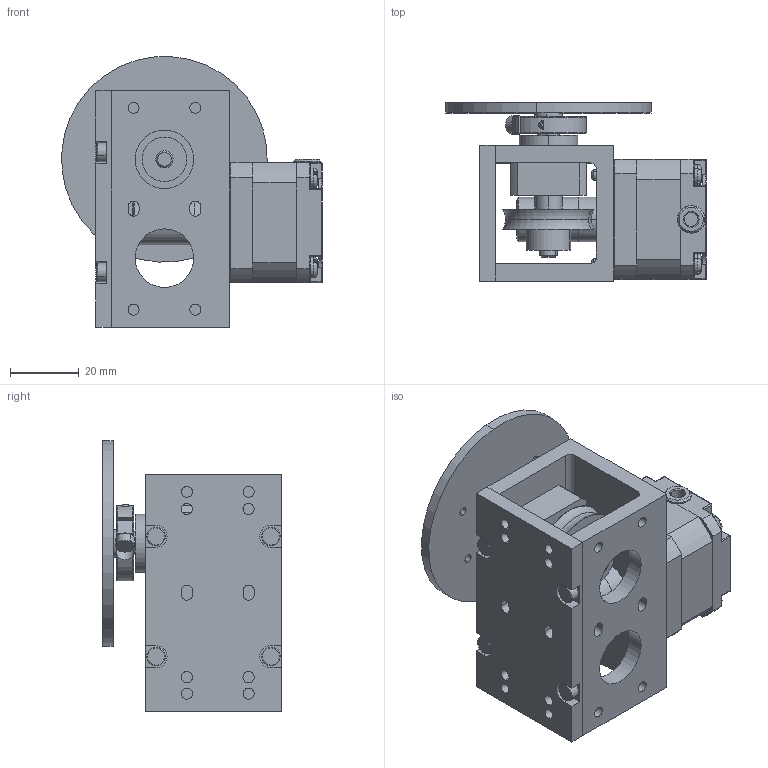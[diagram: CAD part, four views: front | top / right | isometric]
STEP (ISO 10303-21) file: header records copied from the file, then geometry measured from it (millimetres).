
FILE_DESCRIPTION (( 'STEP AP203' ), '1' );
FILE_NAME ('RSB10K.STEP', '2019-11-11T15:58:47', ( '' ), ( '' ), 'SwSTEP 2.0', 'SolidWorks 2019', '' );
FILE_SCHEMA (( 'CONFIG_CONTROL_DESIGN' ));
Length unit declared in the file: millimetre
Products named in the file (1): RSB10K
Bounding box: 75.95 x 52 x 78.95 mm (x, y, z)
Volume: 92189.6 mm3; surface area: 38008.5 mm2
Topology: 1 solids, 1 shells, 526 faces, 1386 edges, 850 vertices
Faces by surface type: cylinder 233, plane 197, torus 72, cone 16, sphere 8
Entity records: 16799 total; most frequent: CARTESIAN_POINT 3303, DIRECTION 2964, ORIENTED_EDGE 2756, EDGE_CURVE 1378, AXIS2_PLACEMENT_3D 1151, VERTEX_POINT 850, VECTOR 662, LINE 662
